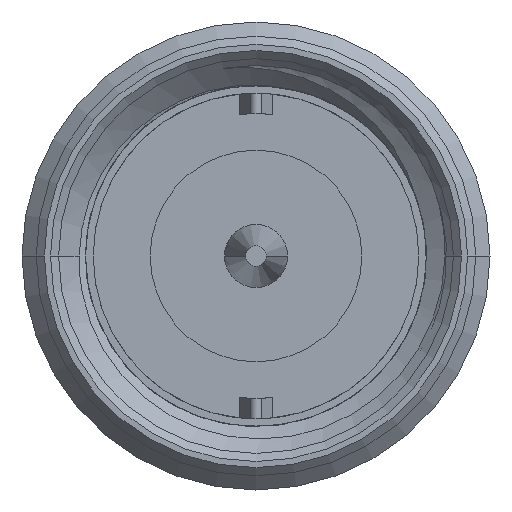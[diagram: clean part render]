
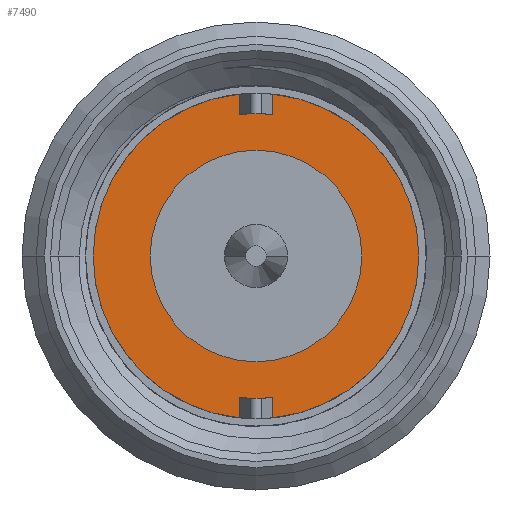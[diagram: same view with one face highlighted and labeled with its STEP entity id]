
A CAD part, left-side view. The second image highlights one B-rep face of the part: STEP entity #7490.
In plain terms, the highlighted planar face has unit normal (-1, 0, 0).
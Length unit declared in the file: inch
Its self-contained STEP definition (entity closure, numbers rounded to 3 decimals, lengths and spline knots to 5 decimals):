
#2517=DIRECTION('',(0.,0.,-1.));
#2518=VECTOR('',#2517,0.01981);
#2519=CARTESIAN_POINT('',(0.,0.35768,-0.51084));
#2520=LINE('',#2519,#2518);
#2521=DIRECTION('',(0.,0.,-1.));
#2522=VECTOR('',#2521,0.01981);
#2523=CARTESIAN_POINT('',(0.,0.39035,-0.51084));
#2524=LINE('',#2523,#2522);
#2525=CARTESIAN_POINT('',(0.,0.37402,-0.37402));
#2526=DIRECTION('',(-1.,0.,0.));
#2527=DIRECTION('',(0.,1.,0.));
#2528=AXIS2_PLACEMENT_3D('',#2525,#2526,#2527);
#2530=CARTESIAN_POINT('',(0.,0.37402,-0.37402));
#2531=DIRECTION('',(1.,0.,0.));
#2532=DIRECTION('',(0.,1.,0.));
#2533=AXIS2_PLACEMENT_3D('',#2530,#2531,#2532);
#2535=DIRECTION('',(0.,0.,-1.));
#2536=VECTOR('',#2535,0.01981);
#2537=CARTESIAN_POINT('',(0.,0.39035,-0.21739));
#2538=LINE('',#2537,#2536);
#2539=DIRECTION('',(0.,0.,-1.));
#2540=VECTOR('',#2539,0.01981);
#2541=CARTESIAN_POINT('',(0.,0.35768,-0.21739));
#2542=LINE('',#2541,#2540);
#2543=CARTESIAN_POINT('',(0.,0.37402,-0.37402));
#2544=DIRECTION('',(1.,0.,0.));
#2545=DIRECTION('',(0.,-0.104,0.995));
#2546=AXIS2_PLACEMENT_3D('',#2543,#2544,#2545);
#2548=CARTESIAN_POINT('',(0.,0.37402,-0.37402));
#2549=DIRECTION('',(-1.,0.,0.));
#2550=DIRECTION('',(0.,-0.104,-0.995));
#2551=AXIS2_PLACEMENT_3D('',#2548,#2549,#2550);
#2553=CARTESIAN_POINT('',(0.,0.37402,-0.37402));
#2554=DIRECTION('',(-1.,0.,0.));
#2555=DIRECTION('',(0.,1.,0.));
#2556=AXIS2_PLACEMENT_3D('',#2553,#2554,#2555);
#2558=CARTESIAN_POINT('',(0.,0.37402,-0.37402));
#2559=DIRECTION('',(-1.,0.,0.));
#2560=DIRECTION('',(0.,-1.,0.));
#2561=AXIS2_PLACEMENT_3D('',#2558,#2559,#2560);
#2563=CARTESIAN_POINT('',(0.,0.35768,-0.51084));
#2571=CARTESIAN_POINT('',(0.,0.35768,-0.53065));
#2577=CARTESIAN_POINT('',(0.,0.37402,-0.37402));
#2578=DIRECTION('',(-1.,0.,0.));
#2579=DIRECTION('',(0.,0.119,-0.993));
#2580=AXIS2_PLACEMENT_3D('',#2577,#2578,#2579);
#2585=CARTESIAN_POINT('',(0.,0.39035,-0.51084));
#2587=CARTESIAN_POINT('',(0.,0.39035,-0.53065));
#2607=CARTESIAN_POINT('',(0.,0.39035,-0.23719));
#2615=CARTESIAN_POINT('',(0.,0.39035,-0.21739));
#2617=CARTESIAN_POINT('',(0.,0.37402,-0.37402));
#2618=DIRECTION('',(1.,0.,0.));
#2619=DIRECTION('',(0.,0.119,0.993));
#2620=AXIS2_PLACEMENT_3D('',#2617,#2618,#2619);
#2640=CARTESIAN_POINT('',(0.,0.35768,-0.23719));
#2646=CARTESIAN_POINT('',(0.,0.35768,-0.21739));
#3656=VERTEX_POINT('',#2615);
#3657=VERTEX_POINT('',#2587);
#3660=VERTEX_POINT('',#2571);
#3661=VERTEX_POINT('',#2646);
#3663=CARTESIAN_POINT('',(0.,0.5315,-0.37402));
#3664=VERTEX_POINT('',#3663);
#3665=CARTESIAN_POINT('',(0.,0.21654,-0.37402));
#3666=VERTEX_POINT('',#3665);
#3699=VERTEX_POINT('',#2607);
#3702=VERTEX_POINT('',#2585);
#3705=VERTEX_POINT('',#2640);
#3706=VERTEX_POINT('',#2563);
#3707=CARTESIAN_POINT('',(0.,0.47638,-0.37402));
#3708=CARTESIAN_POINT('',(0.,0.27165,-0.37402));
#3709=VERTEX_POINT('',#3707);
#3710=VERTEX_POINT('',#3708);
#7461=CARTESIAN_POINT('',(0.,0.37402,-0.37402));
#7462=DIRECTION('',(-1.,0.,0.));
#7463=DIRECTION('',(0.,1.,0.));
#7464=AXIS2_PLACEMENT_3D('',#7461,#7462,#7463);
#7465=PLANE('',#7464);
#7467=ORIENTED_EDGE('',*,*,#7466,.F.);
#7469=ORIENTED_EDGE('',*,*,#7468,.F.);
#7471=ORIENTED_EDGE('',*,*,#7470,.T.);
#7472=ORIENTED_EDGE('',*,*,#7425,.F.);
#7473=ORIENTED_EDGE('',*,*,#7455,.T.);
#7475=ORIENTED_EDGE('',*,*,#7474,.T.);
#7477=ORIENTED_EDGE('',*,*,#7476,.T.);
#7479=ORIENTED_EDGE('',*,*,#7478,.F.);
#7480=ORIENTED_EDGE('',*,*,#7447,.T.);
#7481=ORIENTED_EDGE('',*,*,#7433,.F.);
#7482=EDGE_LOOP('',(#7467,#7469,#7471,#7472,#7473,#7475,#7477,#7479,#7480,
#7481));
#7483=FACE_OUTER_BOUND('',#7482,.F.);
#7485=ORIENTED_EDGE('',*,*,#7484,.T.);
#7487=ORIENTED_EDGE('',*,*,#7486,.T.);
#7488=EDGE_LOOP('',(#7485,#7487));
#7489=FACE_BOUND('',#7488,.F.);
#7490=ADVANCED_FACE('',(#7483,#7489),#7465,.T.);
#2529=CIRCLE('',#2528,0.15748);
#2534=CIRCLE('',#2533,0.15748);
#2547=CIRCLE('',#2546,0.15748);
#2552=CIRCLE('',#2551,0.15748);
#2557=CIRCLE('',#2556,0.10236);
#2562=CIRCLE('',#2561,0.10236);
#2581=CIRCLE('',#2580,0.1378);
#2621=CIRCLE('',#2620,0.1378);
#7425=EDGE_CURVE('',#3664,#3657,#2529,.T.);
#7433=EDGE_CURVE('',#3660,#3666,#2552,.T.);
#7447=EDGE_CURVE('',#3661,#3666,#2547,.T.);
#7455=EDGE_CURVE('',#3664,#3656,#2534,.T.);
#7466=EDGE_CURVE('',#3706,#3660,#2520,.T.);
#7468=EDGE_CURVE('',#3702,#3706,#2581,.T.);
#7470=EDGE_CURVE('',#3702,#3657,#2524,.T.);
#7474=EDGE_CURVE('',#3656,#3699,#2538,.T.);
#7476=EDGE_CURVE('',#3699,#3705,#2621,.T.);
#7478=EDGE_CURVE('',#3661,#3705,#2542,.T.);
#7484=EDGE_CURVE('',#3709,#3710,#2557,.T.);
#7486=EDGE_CURVE('',#3710,#3709,#2562,.T.);
